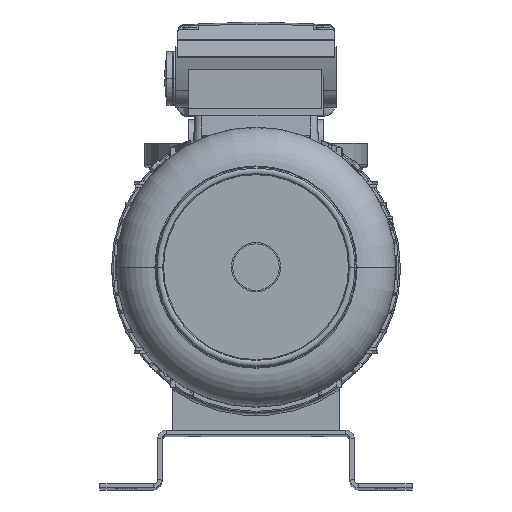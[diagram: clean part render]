
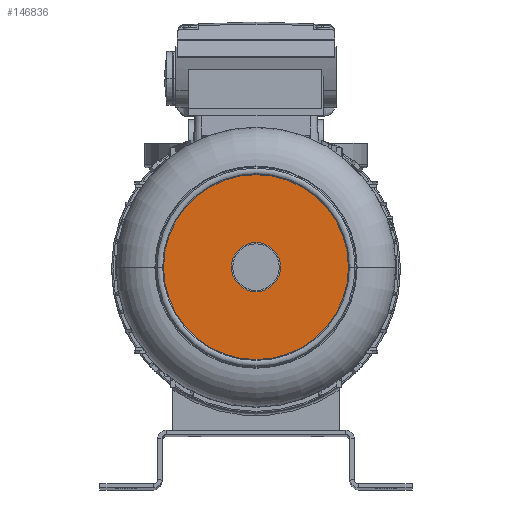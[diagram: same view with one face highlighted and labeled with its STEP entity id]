
A CAD part, top view. The second image highlights one B-rep face of the part: STEP entity #146836.
In plain terms, the highlighted planar face has unit normal (0, 0, 1).
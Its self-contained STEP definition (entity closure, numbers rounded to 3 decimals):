
#1843 = CARTESIAN_POINT ( 'NONE',  ( 734.755, 1117.879, 2311.311 ) ) ;
#2170 = CIRCLE ( 'NONE', #99577, 17. ) ;
#7932 = VERTEX_POINT ( 'NONE', #36962 ) ;
#9671 = VERTEX_POINT ( 'NONE', #46276 ) ;
#12318 = FACE_OUTER_BOUND ( 'NONE', #49537, .T. ) ;
#13062 = DIRECTION ( 'NONE',  ( 0., 0., 1. ) ) ;
#15467 = CIRCLE ( 'NONE', #126977, 63.972 ) ;
#22825 = CIRCLE ( 'NONE', #134362, 17. ) ;
#23930 = CARTESIAN_POINT ( 'NONE',  ( 798.727, 1117.879, 2311.311 ) ) ;
#24917 = DIRECTION ( 'NONE',  ( -1., 0., 0. ) ) ;
#26444 = EDGE_CURVE ( 'NONE', #110037, #127855, #15467, .T. ) ;
#26904 = ORIENTED_EDGE ( 'NONE', *, *, #42749, .F. ) ;
#33880 = FACE_BOUND ( 'NONE', #43307, .T. ) ;
#34342 = CARTESIAN_POINT ( 'NONE',  ( 670.783, 1117.879, 2311.311 ) ) ;
#36962 = CARTESIAN_POINT ( 'NONE',  ( 751.755, 1117.879, 2311.311 ) ) ;
#39381 = EDGE_CURVE ( 'NONE', #7932, #9671, #22825, .T. ) ;
#42607 = EDGE_CURVE ( 'NONE', #127855, #110037, #54409, .T. ) ;
#42749 = EDGE_CURVE ( 'NONE', #9671, #7932, #2170, .T. ) ;
#43307 = EDGE_LOOP ( 'NONE', ( #26904, #72538 ) ) ;
#44874 = AXIS2_PLACEMENT_3D ( 'NONE', #88189, #89641, #133549 ) ;
#46276 = CARTESIAN_POINT ( 'NONE',  ( 717.755, 1117.879, 2311.311 ) ) ;
#47185 = DIRECTION ( 'NONE',  ( 0., 0., 1. ) ) ;
#49537 = EDGE_LOOP ( 'NONE', ( #94576, #55378 ) ) ;
#52867 = DIRECTION ( 'NONE',  ( -1., 0., 0. ) ) ;
#54409 = CIRCLE ( 'NONE', #44874, 63.972 ) ;
#55378 = ORIENTED_EDGE ( 'NONE', *, *, #26444, .T. ) ;
#59302 = CARTESIAN_POINT ( 'NONE',  ( 734.755, 1117.879, 2311.311 ) ) ;
#72538 = ORIENTED_EDGE ( 'NONE', *, *, #39381, .F. ) ;
#81641 = DIRECTION ( 'NONE',  ( 0., 0., 1. ) ) ;
#87100 = CARTESIAN_POINT ( 'NONE',  ( 734.755, 1117.879, 2311.311 ) ) ;
#88189 = CARTESIAN_POINT ( 'NONE',  ( 734.755, 1117.879, 2311.311 ) ) ;
#89641 = DIRECTION ( 'NONE',  ( 0., 0., 1. ) ) ;
#89658 = PLANE ( 'NONE',  #131452 ) ;
#94576 = ORIENTED_EDGE ( 'NONE', *, *, #42607, .T. ) ;
#99577 = AXIS2_PLACEMENT_3D ( 'NONE', #1843, #47185, #24917 ) ;
#106914 = DIRECTION ( 'NONE',  ( -1., 0., 0. ) ) ;
#110037 = VERTEX_POINT ( 'NONE', #23930 ) ;
#123869 = CARTESIAN_POINT ( 'NONE',  ( 694.269, 1117.879, 2311.311 ) ) ;
#124615 = DIRECTION ( 'NONE',  ( 1., 0., 0. ) ) ;
#126977 = AXIS2_PLACEMENT_3D ( 'NONE', #59302, #81641, #106914 ) ;
#127855 = VERTEX_POINT ( 'NONE', #34342 ) ;
#131452 = AXIS2_PLACEMENT_3D ( 'NONE', #123869, #13062, #124615 ) ;
#133549 = DIRECTION ( 'NONE',  ( -1., 0., 0. ) ) ;
#134362 = AXIS2_PLACEMENT_3D ( 'NONE', #87100, #144352, #52867 ) ;
#144352 = DIRECTION ( 'NONE',  ( 0., 0., 1. ) ) ;
#146836 = ADVANCED_FACE ( 'NONE', ( #12318, #33880 ), #89658, .T. ) ;
